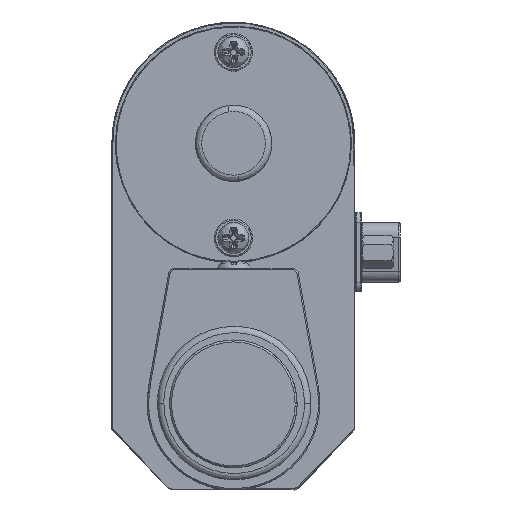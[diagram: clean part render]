
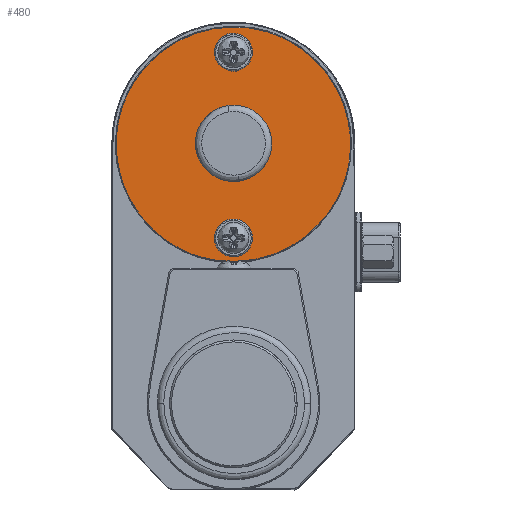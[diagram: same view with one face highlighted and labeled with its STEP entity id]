
A CAD part, left-side view. The second image highlights one B-rep face of the part: STEP entity #480.
In plain terms, the highlighted planar face has unit normal (-1, 0, 0).
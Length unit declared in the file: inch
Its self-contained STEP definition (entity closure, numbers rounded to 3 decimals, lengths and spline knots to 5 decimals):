
#480=ADVANCED_FACE('',(#1172),#14036,.T.);
#1172=FACE_OUTER_BOUND('',#1824,.T.);
#1824=EDGE_LOOP('',(#2562,#2563));
#2562=ORIENTED_EDGE('',*,*,#6530,.T.);
#2563=ORIENTED_EDGE('',*,*,#6537,.T.);
#6530=EDGE_CURVE('',#11580,#11581,#9050,.T.);
#6537=EDGE_CURVE('',#11581,#11580,#9057,.T.);
#9050=B_SPLINE_CURVE_WITH_KNOTS('',3,(#15733,#15734,#15735,#15736,#15737,
#15738,#15739,#15740,#15741,#15742,#15743,#15744,#15745,#15746,#15747),
 .UNSPECIFIED.,.F.,.F.,(4,1,1,1,1,1,1,1,1,1,1,1,4),(0.,0.9397,
1.,1.60609,2.,2.10711,2.65962,3.,3.11858,
3.57568,4.,4.34017,5.),.UNSPECIFIED.);
#9057=B_SPLINE_CURVE_WITH_KNOTS('',3,(#15785,#15786,#15787,#15788,#15789,
#15790,#15791,#15792,#15793,#15794,#15795,#15796,#15797,#15798,#15799,#15800),
 .UNSPECIFIED.,.F.,.F.,(4,1,1,1,1,1,1,1,1,1,1,1,1,4),(5.,5.11503,
6.,6.36733,6.93201,7.,7.37548,7.64248,
8.,8.13237,8.62147,9.,9.08892,10.),
 .UNSPECIFIED.);
#11580=VERTEX_POINT('',#15706);
#11581=VERTEX_POINT('',#15707);
#14036=PLANE('',#14314);
#14314=AXIS2_PLACEMENT_3D('',#15577,#14505,$);
#14505=DIRECTION('',(-1.,0.,0.));
#15577=CARTESIAN_POINT('',(17.14089,22.14697,22.55169));
#15706=CARTESIAN_POINT('',(17.14089,-5.51734,17.47434));
#15707=CARTESIAN_POINT('',(17.14089,5.07056,-17.67203));
#15733=CARTESIAN_POINT('',(17.14089,-5.51734,17.47434));
#15734=CARTESIAN_POINT('',(17.14089,-2.0664,18.51742));
#15735=CARTESIAN_POINT('',(17.14089,1.93843,18.47503));
#15736=CARTESIAN_POINT('',(17.14089,7.79068,16.54254));
#15737=CARTESIAN_POINT('',(17.14089,11.37147,14.4624));
#15738=CARTESIAN_POINT('',(17.14089,14.23222,11.27993));
#15739=CARTESIAN_POINT('',(17.14089,16.4306,7.88635));
#15740=CARTESIAN_POINT('',(17.14089,17.82682,4.24858));
#15741=CARTESIAN_POINT('',(17.14089,18.16436,0.36115));
#15742=CARTESIAN_POINT('',(17.14089,17.95484,-3.14818));
#15743=CARTESIAN_POINT('',(17.14089,17.01352,-6.91182));
#15744=CARTESIAN_POINT('',(17.14089,14.67629,-11.0162));
#15745=CARTESIAN_POINT('',(17.14089,10.92895,-15.02938));
#15746=CARTESIAN_POINT('',(17.14089,7.49059,-16.93631));
#15747=CARTESIAN_POINT('',(17.14089,5.07056,-17.67203));
#15785=CARTESIAN_POINT('',(17.14089,5.07056,-17.67203));
#15786=CARTESIAN_POINT('',(17.14089,4.64865,-17.8003));
#15787=CARTESIAN_POINT('',(17.14089,0.94101,-18.77727));
#15788=CARTESIAN_POINT('',(17.14089,-4.49413,-18.40312));
#15789=CARTESIAN_POINT('',(17.14089,-10.81886,-15.36913));
#15790=CARTESIAN_POINT('',(17.14089,-13.67596,-12.71275));
#15791=CARTESIAN_POINT('',(17.14089,-15.95686,-9.58792));
#15792=CARTESIAN_POINT('',(17.14089,-17.25806,-7.17622));
#15793=CARTESIAN_POINT('',(17.14089,-18.35177,-3.47953));
#15794=CARTESIAN_POINT('',(17.14089,-18.61368,-0.57077));
#15795=CARTESIAN_POINT('',(17.14089,-18.37353,3.17965));
#15796=CARTESIAN_POINT('',(17.14089,-17.37577,6.93554));
#15797=CARTESIAN_POINT('',(17.14089,-15.49591,10.11291));
#15798=CARTESIAN_POINT('',(17.14089,-12.1771,14.23388));
#15799=CARTESIAN_POINT('',(17.14089,-8.86315,16.46304));
#15800=CARTESIAN_POINT('',(17.14089,-5.51734,17.47434));
